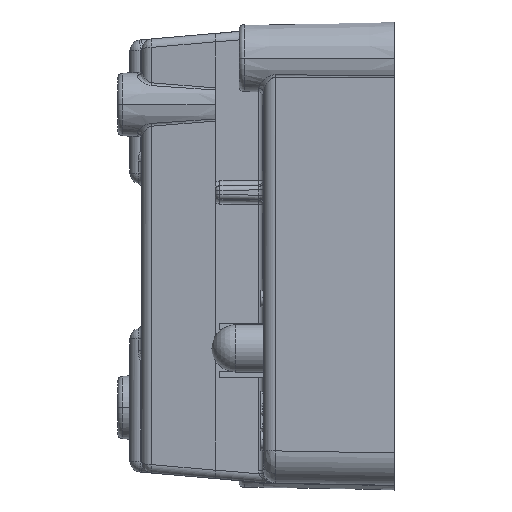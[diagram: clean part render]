
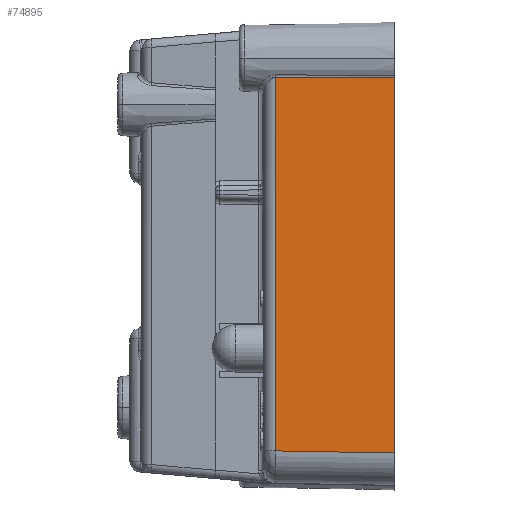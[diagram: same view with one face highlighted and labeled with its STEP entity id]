
A CAD part, left-side view. The second image highlights one B-rep face of the part: STEP entity #74895.
In plain terms, the highlighted planar face has unit normal (-1, 0.018, 0).
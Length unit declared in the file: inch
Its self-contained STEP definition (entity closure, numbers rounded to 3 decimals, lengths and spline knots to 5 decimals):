
#48485 = CARTESIAN_POINT ( 'NONE',  ( -3.79062, -0.99903, 2.88395 ) ) ;
#48486 = CARTESIAN_POINT ( 'NONE',  ( -3.79152, -1.05066, 2.88372 ) ) ;
#48487 = CARTESIAN_POINT ( 'NONE',  ( -3.79243, -1.10229, 2.88348 ) ) ;
#48488 = CARTESIAN_POINT ( 'NONE',  ( -3.79333, -1.15392, 2.88324 ) ) ;
#48489 = CARTESIAN_POINT ( 'NONE',  ( -3.79531, -1.26725, 2.88273 ) ) ;
#48490 = CARTESIAN_POINT ( 'NONE',  ( -3.79728, -1.38058, 2.88222 ) ) ;
#48491 = CARTESIAN_POINT ( 'NONE',  ( -3.79926, -1.49391, 2.88171 ) ) ;
#48511 = CARTESIAN_POINT ( 'NONE',  ( -3.79062, -0.99903, 2.88395 ) ) ;
#48512 = B_SPLINE_CURVE_WITH_KNOTS ( 'NONE', 3,
 ( #48491, #48490, #48489, #48488, #48487, #48486, #48485 ),
 .UNSPECIFIED., .F., .F.,
 ( 4, 3, 4 ),
 ( 0., 0.00864, 0.01257 ),
 .UNSPECIFIED. ) ;
#48689 = DIRECTION ( 'NONE',  ( -0.017, -1., -0.017 ) ) ;
#48690 = VECTOR ( 'NONE', #48689, 39.37008 ) ;
#48691 = CARTESIAN_POINT ( 'NONE',  ( -3.7993, -1.49623, 1.32149 ) ) ;
#48692 = LINE ( 'NONE', #48691, #48690 ) ;
#48782 = FACE_OUTER_BOUND ( 'NONE', #74899, .T. ) ;
#48801 = DIRECTION ( 'NONE',  ( 0., 0., 1. ) ) ;
#48802 = VECTOR ( 'NONE', #48801, 39.37008 ) ;
#48803 = CARTESIAN_POINT ( 'NONE',  ( -3.79926, -1.49391, 1.18855 ) ) ;
#48804 = LINE ( 'NONE', #48803, #48802 ) ;
#48805 = CARTESIAN_POINT ( 'NONE',  ( -3.79926, -1.49391, 1.32153 ) ) ;
#48808 = DIRECTION ( 'NONE',  ( 0.017, 1., 0. ) ) ;
#48809 = DIRECTION ( 'NONE',  ( -1., 0.017, 0. ) ) ;
#48810 = CARTESIAN_POINT ( 'NONE',  ( -3.79926, -1.49391, 1.18855 ) ) ;
#48811 = AXIS2_PLACEMENT_3D ( 'NONE', #48810, #48809, #48808 ) ;
#48812 = PLANE ( 'NONE',  #48811 ) ;
#48854 = CARTESIAN_POINT ( 'NONE',  ( -3.79926, -1.49391, 2.88171 ) ) ;
#49001 = CARTESIAN_POINT ( 'NONE',  ( -3.79062, -0.99903, 1.33017 ) ) ;
#49002 = DIRECTION ( 'NONE',  ( 0., 0., -1. ) ) ;
#49003 = VECTOR ( 'NONE', #49002, 39.37008 ) ;
#49004 = CARTESIAN_POINT ( 'NONE',  ( -3.79062, -0.99903, 1.33103 ) ) ;
#49005 = LINE ( 'NONE', #49004, #49003 ) ;
#74732 = EDGE_CURVE ( 'NONE', #74914, #74734, #48512, .T. ) ;
#74734 = VERTEX_POINT ( 'NONE', #48511 ) ;
#74740 = ORIENTED_EDGE ( 'NONE', *, *, #75011, .T. ) ;
#74820 = EDGE_CURVE ( 'NONE', #75014, #74911, #48692, .T. ) ;
#74895 = ADVANCED_FACE ( 'NONE', ( #48782 ), #48812, .T. ) ;
#74899 = EDGE_LOOP ( 'NONE', ( #74906, #74919, #74740, #75024 ) ) ;
#74906 = ORIENTED_EDGE ( 'NONE', *, *, #74909, .T. ) ;
#74909 = EDGE_CURVE ( 'NONE', #74911, #74914, #48804, .T. ) ;
#74911 = VERTEX_POINT ( 'NONE', #48805 ) ;
#74914 = VERTEX_POINT ( 'NONE', #48854 ) ;
#74919 = ORIENTED_EDGE ( 'NONE', *, *, #74732, .T. ) ;
#75011 = EDGE_CURVE ( 'NONE', #74734, #75014, #49005, .T. ) ;
#75014 = VERTEX_POINT ( 'NONE', #49001 ) ;
#75024 = ORIENTED_EDGE ( 'NONE', *, *, #74820, .T. ) ;
